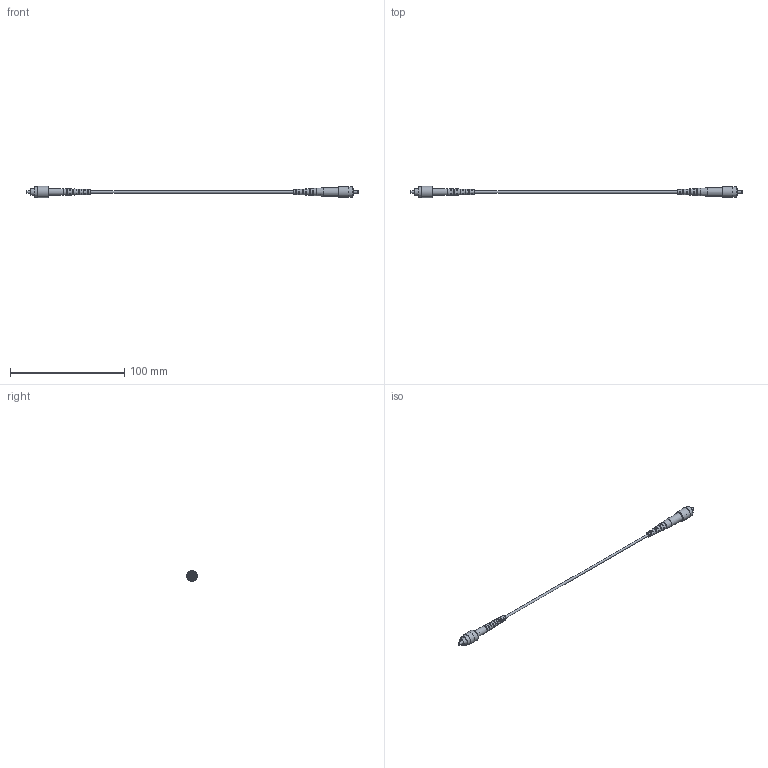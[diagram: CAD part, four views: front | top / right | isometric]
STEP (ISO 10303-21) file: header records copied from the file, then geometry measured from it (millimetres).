
FILE_DESCRIPTION (( 'STEP AP214' ), '1' );
FILE_NAME ('FCA-S2SZ-FCAFCU.step', '2022-11-03T03:45:13', ( '' ), ( '' ), 'SwSTEP 2.0', 'SolidWorks 2022', '' );
FILE_SCHEMA (( 'AUTOMOTIVE_DESIGN' ));
Length unit declared in the file: inch
Products named in the file (6): FCA-S2SZ-FCAFCU; Fiber Coax^FCA-S2SZ-FCAFCU; FC-APC CONN^FCA-S2SZ-FCAFCU; FC-UPC CONN^FCA-S2SZ-FCAFCU; 1AF01-002-MA2^FC-UPC CONN_FCA-S2SZ-FCAFCU; 1AF01-002-MA1^FC-UPC CONN_FCA-S2SZ-FCAFCU
Assembly tree (5 placements, depth 3):
  FCA-S2SZ-FCAFCU
    Fiber Coax^FCA-S2SZ-FCAFCU
    FC-APC CONN^FCA-S2SZ-FCAFCU
    FC-UPC CONN^FCA-S2SZ-FCAFCU
      1AF01-002-MA1^FC-UPC CONN_FCA-S2SZ-FCAFCU
      1AF01-002-MA2^FC-UPC CONN_FCA-S2SZ-FCAFCU
Bounding box: 291 x 10 x 10 mm (x, y, z)
Volume: 2746.1 mm3; surface area: 6484.5 mm2
Topology: 4 solids, 6 shells, 237 faces, 646 edges, 431 vertices
Faces by surface type: plane 181, cylinder 38, cone 18
Full cylindrical faces by diameter (mm): 0.122 x1, 1.397 x1, 2 x1, 2.159 x1, 2.5 x1, 2.54 x1, 2.845 x1, 3.008 x1, 3.048 x1, 3.175 x1, 3.556 x1, 3.693 x1, 3.81 x3, 4.242 x1, 4.369 x1, 4.445 x1, 4.572 x1, 4.75 x1, 4.953 x1, 5.08 x1, 5.232 x1, 5.283 x1, 5.969 x1, 6.096 x1, 7.112 x1, 7.366 x1, 8.128 x1, 8.255 x1, 8.89 x1, 9.017 x2
Entity records: 9827 total; most frequent: CARTESIAN_POINT 2008, DIRECTION 1106, ORIENTED_EDGE 1058, EDGE_CURVE 529, AXIS2_PLACEMENT_3D 475, EDGE_LOOP 390, VERTEX_POINT 381, FACE_OUTER_BOUND 272
